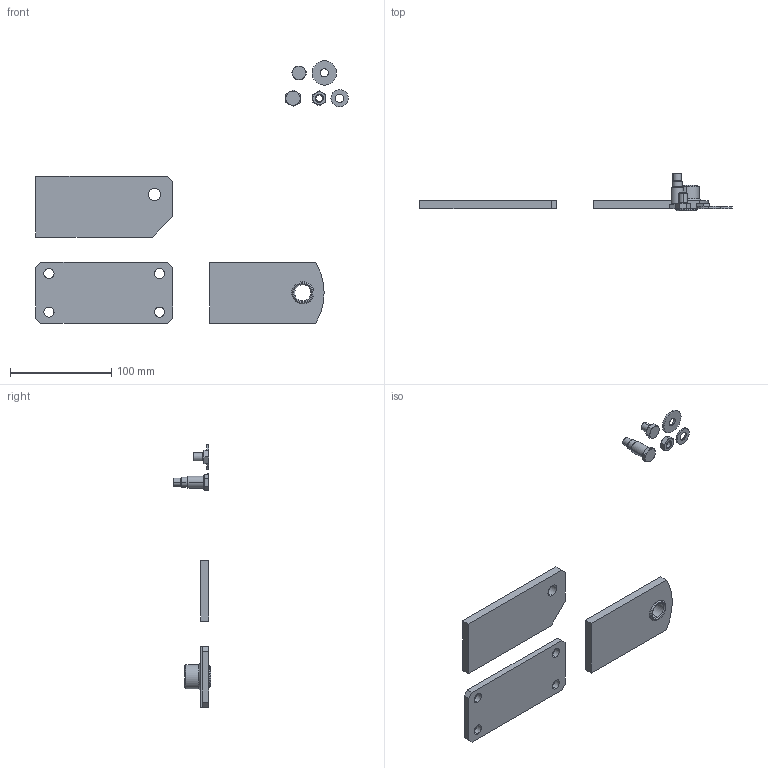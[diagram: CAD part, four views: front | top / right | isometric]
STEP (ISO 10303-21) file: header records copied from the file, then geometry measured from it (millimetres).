
FILE_DESCRIPTION (( 'STEP AP214' ), '1' );
FILE_NAME ('KT206.STEP', '2022-06-29T07:58:15', ( '' ), ( '' ), 'SwSTEP 2.0', 'SolidWorks 2021', '' );
FILE_SCHEMA (( 'AUTOMOTIVE_DESIGN' ));
Length unit declared in the file: millimetre
Products named in the file (15): KT206; 605010100010; Saldatura^605010100010; 609010100010; 851010500040_DEFAULT; 607010100130; 851010100020; 609010100110; 851010700040; 607010100120; 605010100020; 607010100030; 851010700010_RONDELLA 100HV M4 4,3X12X1 ZB UNI 6593; 607010100040; 607010100020 DIS.607_1-1 Rev2 - Vite esagono 14x36 zincata - serie R20
Assembly tree (14 placements, depth 5):
  KT206
    609010100010
      607010100030
      605010100020
        605010100010
          607010100120
          607010100130
          Saldatura^605010100010
      607010100040
    609010100110
      607010100020 DIS.607_1-1 Rev2 - Vite esagono 14x36 zincata - serie R20
      851010500040_DEFAULT
      851010700040
      851010100020
      851010700010_RONDELLA 100HV M4 4,3X12X1 ZB UNI 6593
Bounding box: 308.18 x 37 x 258.9 mm (x, y, z)
Volume: 170472.1 mm3; surface area: 61423.8 mm2
Topology: 10 solids, 10 shells, 168 faces, 370 edges, 227 vertices
Faces by surface type: plane 66, cylinder 45, cone 43, torus 12, bspline 2
Entity records: 6451 total; most frequent: CARTESIAN_POINT 1366, DIRECTION 853, ORIENTED_EDGE 740, EDGE_CURVE 370, AXIS2_PLACEMENT_3D 348, VERTEX_POINT 227, EDGE_LOOP 195, ADVANCED_FACE 168
